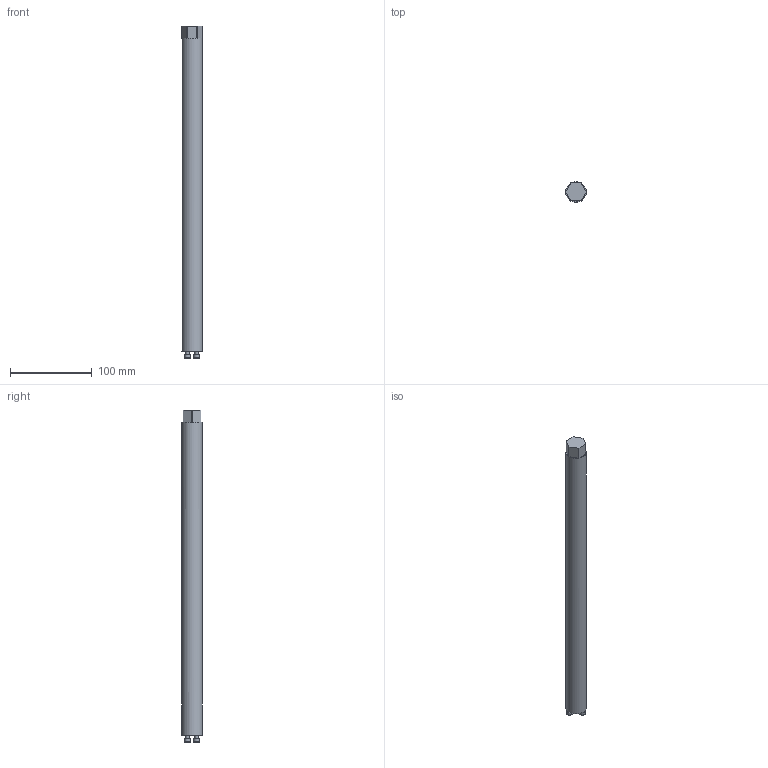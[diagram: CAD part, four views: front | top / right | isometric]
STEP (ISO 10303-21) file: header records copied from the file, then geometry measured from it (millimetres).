
FILE_DESCRIPTION(/* description */ (''),/* implementation_level */ '2;1');
FILE_NAME(/* name */ '1529147811370.stp',/* time_stamp */ '2018-06-16T13:17:07+02:00',/* author */ (''),/* organization */ ('SMS'),/* preprocessor_version */ 'ST-DEVELOPER v15',/* originating_system */ 'SIEMENS PLM Software NX 8.5',/* authorisation */ '');
FILE_SCHEMA (('AUTOMOTIVE_DESIGN { 1 0 10303 214 3 1 1 1 }'));
Length unit declared in the file: millimetre
Products named in the file (1): 570-3c_25_380_cr
Bounding box: 25 x 25 x 407 mm (x, y, z)
Volume: 195308 mm3; surface area: 32905.7 mm2
Topology: 1 solids, 1 shells, 52 faces, 122 edges, 84 vertices
Faces by surface type: plane 41, cylinder 7, cone 4
Full cylindrical faces by diameter (mm): 4 x3, 7 x3, 25 x1
Entity records: 1465 total; most frequent: DIRECTION 248, CARTESIAN_POINT 243, ORIENTED_EDGE 214, EDGE_CURVE 107, AXIS2_PLACEMENT_3D 85, LINE 78, VECTOR 78, VERTEX_POINT 77
